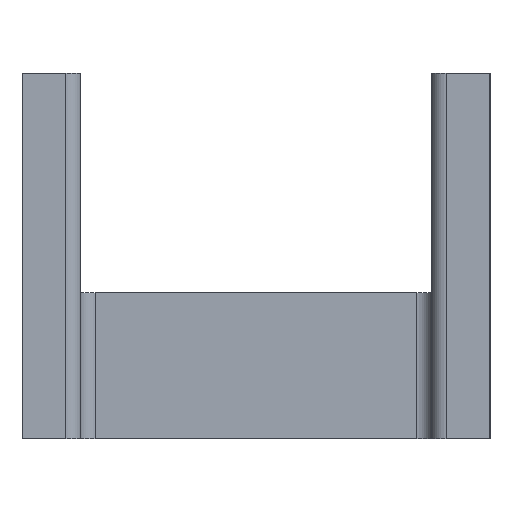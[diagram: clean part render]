
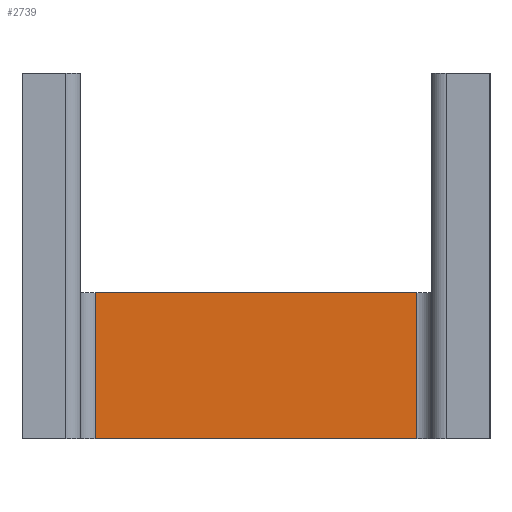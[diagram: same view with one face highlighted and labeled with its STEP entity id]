
A CAD part, left-side view. The second image highlights one B-rep face of the part: STEP entity #2739.
In plain terms, the highlighted planar face has unit normal (-1, 0, 0).
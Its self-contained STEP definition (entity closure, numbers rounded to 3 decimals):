
#126 = PLANE('',#127);
#127 = AXIS2_PLACEMENT_3D('',#128,#129,#130);
#128 = CARTESIAN_POINT('',(-35.,16.,0.));
#129 = DIRECTION('',(0.,0.,-1.));
#130 = DIRECTION('',(-1.,0.,0.));
#265 = PLANE('',#266);
#266 = AXIS2_PLACEMENT_3D('',#267,#268,#269);
#267 = CARTESIAN_POINT('',(28.,-16.,10.));
#268 = DIRECTION('',(0.,0.,1.));
#269 = DIRECTION('',(-1.,0.,0.));
#930 = VERTEX_POINT('',#931);
#931 = CARTESIAN_POINT('',(-10.,-11.,0.));
#950 = CYLINDRICAL_SURFACE('',#951,1.);
#951 = AXIS2_PLACEMENT_3D('',#952,#953,#954);
#952 = CARTESIAN_POINT('',(-11.,-11.,0.));
#953 = DIRECTION('',(-0.,-0.,-1.));
#954 = DIRECTION('',(1.,0.,0.));
#962 = EDGE_CURVE('',#963,#930,#965,.T.);
#963 = VERTEX_POINT('',#964);
#964 = CARTESIAN_POINT('',(-10.,11.,0.));
#965 = SURFACE_CURVE('',#966,(#970,#977),.PCURVE_S1.);
#966 = LINE('',#967,#968);
#967 = CARTESIAN_POINT('',(-10.,11.,0.));
#968 = VECTOR('',#969,1.);
#969 = DIRECTION('',(0.,-1.,0.));
#970 = PCURVE('',#126,#971);
#971 = DEFINITIONAL_REPRESENTATION('',(#972),#976);
#972 = LINE('',#973,#974);
#973 = CARTESIAN_POINT('',(-25.,-5.));
#974 = VECTOR('',#975,1.);
#975 = DIRECTION('',(0.,-1.));
#976 = ( GEOMETRIC_REPRESENTATION_CONTEXT(2) 
PARAMETRIC_REPRESENTATION_CONTEXT() REPRESENTATION_CONTEXT('2D SPACE',''
  ) );
#977 = PCURVE('',#978,#983);
#978 = PLANE('',#979);
#979 = AXIS2_PLACEMENT_3D('',#980,#981,#982);
#980 = CARTESIAN_POINT('',(-10.,11.,0.));
#981 = DIRECTION('',(1.,0.,0.));
#982 = DIRECTION('',(0.,-1.,0.));
#983 = DEFINITIONAL_REPRESENTATION('',(#984),#988);
#984 = LINE('',#985,#986);
#985 = CARTESIAN_POINT('',(0.,0.));
#986 = VECTOR('',#987,1.);
#987 = DIRECTION('',(1.,0.));
#988 = ( GEOMETRIC_REPRESENTATION_CONTEXT(2) 
PARAMETRIC_REPRESENTATION_CONTEXT() REPRESENTATION_CONTEXT('2D SPACE',''
  ) );
#1011 = CYLINDRICAL_SURFACE('',#1012,1.);
#1012 = AXIS2_PLACEMENT_3D('',#1013,#1014,#1015);
#1013 = CARTESIAN_POINT('',(-11.,11.,0.));
#1014 = DIRECTION('',(-0.,-0.,-1.));
#1015 = DIRECTION('',(1.,0.,0.));
#1863 = VERTEX_POINT('',#1864);
#1864 = CARTESIAN_POINT('',(-10.,11.,10.));
#1890 = EDGE_CURVE('',#1863,#1891,#1893,.T.);
#1891 = VERTEX_POINT('',#1892);
#1892 = CARTESIAN_POINT('',(-10.,-11.,10.));
#1893 = SURFACE_CURVE('',#1894,(#1898,#1904),.PCURVE_S1.);
#1894 = LINE('',#1895,#1896);
#1895 = CARTESIAN_POINT('',(-10.,-2.5,10.));
#1896 = VECTOR('',#1897,1.);
#1897 = DIRECTION('',(0.,-1.,0.));
#1898 = PCURVE('',#265,#1899);
#1899 = DEFINITIONAL_REPRESENTATION('',(#1900),#1903);
#1900 = B_SPLINE_CURVE_WITH_KNOTS('',1,(#1901,#1902),.UNSPECIFIED.,.F.,
  .F.,(2,2),(-15.7,10.7),.PIECEWISE_BEZIER_KNOTS.);
#1901 = CARTESIAN_POINT('',(38.,-29.2));
#1902 = CARTESIAN_POINT('',(38.,-2.8));
#1903 = ( GEOMETRIC_REPRESENTATION_CONTEXT(2) 
PARAMETRIC_REPRESENTATION_CONTEXT() REPRESENTATION_CONTEXT('2D SPACE',''
  ) );
#1904 = PCURVE('',#978,#1905);
#1905 = DEFINITIONAL_REPRESENTATION('',(#1906),#1909);
#1906 = B_SPLINE_CURVE_WITH_KNOTS('',1,(#1907,#1908),.UNSPECIFIED.,.F.,
  .F.,(2,2),(-15.7,10.7),.PIECEWISE_BEZIER_KNOTS.);
#1907 = CARTESIAN_POINT('',(-2.2,-10.));
#1908 = CARTESIAN_POINT('',(24.2,-10.));
#1909 = ( GEOMETRIC_REPRESENTATION_CONTEXT(2) 
PARAMETRIC_REPRESENTATION_CONTEXT() REPRESENTATION_CONTEXT('2D SPACE',''
  ) );
#2517 = EDGE_CURVE('',#963,#1863,#2518,.T.);
#2518 = SURFACE_CURVE('',#2519,(#2523,#2530),.PCURVE_S1.);
#2519 = LINE('',#2520,#2521);
#2520 = CARTESIAN_POINT('',(-10.,11.,0.));
#2521 = VECTOR('',#2522,1.);
#2522 = DIRECTION('',(0.,0.,1.));
#2523 = PCURVE('',#1011,#2524);
#2524 = DEFINITIONAL_REPRESENTATION('',(#2525),#2529);
#2525 = LINE('',#2526,#2527);
#2526 = CARTESIAN_POINT('',(-0.,0.));
#2527 = VECTOR('',#2528,1.);
#2528 = DIRECTION('',(-0.,-1.));
#2529 = ( GEOMETRIC_REPRESENTATION_CONTEXT(2) 
PARAMETRIC_REPRESENTATION_CONTEXT() REPRESENTATION_CONTEXT('2D SPACE',''
  ) );
#2530 = PCURVE('',#978,#2531);
#2531 = DEFINITIONAL_REPRESENTATION('',(#2532),#2536);
#2532 = LINE('',#2533,#2534);
#2533 = CARTESIAN_POINT('',(0.,0.));
#2534 = VECTOR('',#2535,1.);
#2535 = DIRECTION('',(0.,-1.));
#2536 = ( GEOMETRIC_REPRESENTATION_CONTEXT(2) 
PARAMETRIC_REPRESENTATION_CONTEXT() REPRESENTATION_CONTEXT('2D SPACE',''
  ) );
#2739 = ADVANCED_FACE('',(#2740),#978,.F.);
#2740 = FACE_BOUND('',#2741,.F.);
#2741 = EDGE_LOOP('',(#2742,#2743,#2744,#2745));
#2742 = ORIENTED_EDGE('',*,*,#962,.F.);
#2743 = ORIENTED_EDGE('',*,*,#2517,.T.);
#2744 = ORIENTED_EDGE('',*,*,#1890,.T.);
#2745 = ORIENTED_EDGE('',*,*,#2746,.F.);
#2746 = EDGE_CURVE('',#930,#1891,#2747,.T.);
#2747 = SURFACE_CURVE('',#2748,(#2752,#2759),.PCURVE_S1.);
#2748 = LINE('',#2749,#2750);
#2749 = CARTESIAN_POINT('',(-10.,-11.,0.));
#2750 = VECTOR('',#2751,1.);
#2751 = DIRECTION('',(0.,0.,1.));
#2752 = PCURVE('',#978,#2753);
#2753 = DEFINITIONAL_REPRESENTATION('',(#2754),#2758);
#2754 = LINE('',#2755,#2756);
#2755 = CARTESIAN_POINT('',(22.,0.));
#2756 = VECTOR('',#2757,1.);
#2757 = DIRECTION('',(0.,-1.));
#2758 = ( GEOMETRIC_REPRESENTATION_CONTEXT(2) 
PARAMETRIC_REPRESENTATION_CONTEXT() REPRESENTATION_CONTEXT('2D SPACE',''
  ) );
#2759 = PCURVE('',#950,#2760);
#2760 = DEFINITIONAL_REPRESENTATION('',(#2761),#2765);
#2761 = LINE('',#2762,#2763);
#2762 = CARTESIAN_POINT('',(-6.283,0.));
#2763 = VECTOR('',#2764,1.);
#2764 = DIRECTION('',(-0.,-1.));
#2765 = ( GEOMETRIC_REPRESENTATION_CONTEXT(2) 
PARAMETRIC_REPRESENTATION_CONTEXT() REPRESENTATION_CONTEXT('2D SPACE',''
  ) );
